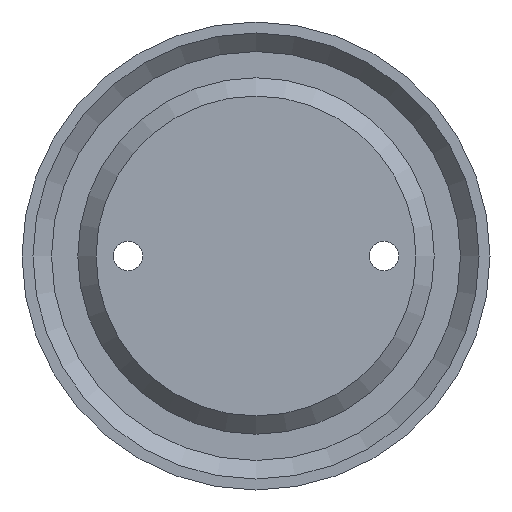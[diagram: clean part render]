
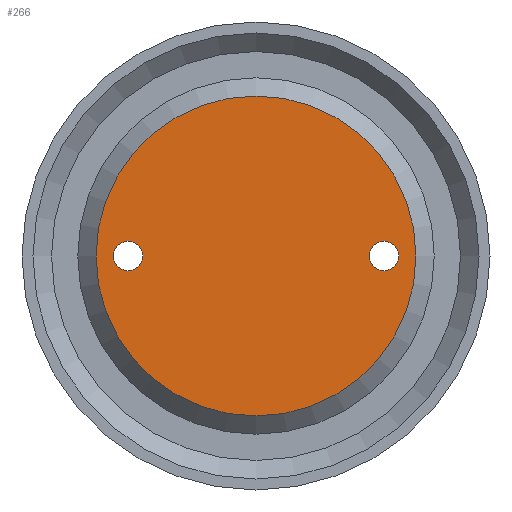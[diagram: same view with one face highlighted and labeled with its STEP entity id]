
A CAD part, front view. The second image highlights one B-rep face of the part: STEP entity #266.
In plain terms, the highlighted planar face has unit normal (0, -1, 0).
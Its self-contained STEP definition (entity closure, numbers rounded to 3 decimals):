
#73=CARTESIAN_POINT('',(-39.,36.,0.));
#74=VERTEX_POINT('',#73);
#75=CARTESIAN_POINT('',(-35.,36.,0.0));
#76=DIRECTION('',(0.0,1.0,0.0));
#77=DIRECTION('',(1.0,0.0,0.0));
#78=AXIS2_PLACEMENT_3D('',#75,#76,#77);
#79=CIRCLE('',#78,4.0);
#80=EDGE_CURVE('',#74,#74,#79,.T.);
#101=CARTESIAN_POINT('',(31.,36.,0.));
#102=VERTEX_POINT('',#101);
#103=CARTESIAN_POINT('',(35.,36.,0.0));
#104=DIRECTION('',(0.0,1.0,0.0));
#105=DIRECTION('',(1.0,0.0,0.0));
#106=AXIS2_PLACEMENT_3D('',#103,#104,#105);
#107=CIRCLE('',#106,4.0);
#108=EDGE_CURVE('',#102,#102,#107,.T.);
#237=CARTESIAN_POINT('',(43.757,36.,0.0));
#238=VERTEX_POINT('',#237);
#239=CARTESIAN_POINT('',(0.,36.,0.0));
#240=DIRECTION('',(0.0,-1.0,0.0));
#241=DIRECTION('',(1.0,0.0,0.0));
#242=AXIS2_PLACEMENT_3D('',#239,#240,#241);
#243=CIRCLE('',#242,43.757);
#244=EDGE_CURVE('',#238,#238,#243,.T.);
#252=CARTESIAN_POINT('',(21.879,36.,0.0));
#253=DIRECTION('',(0.0,-1.0,0.0));
#254=DIRECTION('',(0.0,0.0,-1.0));
#255=AXIS2_PLACEMENT_3D('',#252,#253,#254);
#256=PLANE('',#255);
#257=ORIENTED_EDGE('',*,*,#244,.T.);
#258=EDGE_LOOP('',(#257));
#259=FACE_OUTER_BOUND('',#258,.T.);
#260=ORIENTED_EDGE('',*,*,#80,.T.);
#261=EDGE_LOOP('',(#260));
#262=FACE_BOUND('',#261,.T.);
#263=ORIENTED_EDGE('',*,*,#108,.T.);
#264=EDGE_LOOP('',(#263));
#265=FACE_BOUND('',#264,.T.);
#266=ADVANCED_FACE('',(#259,#262,#265),#256,.T.);
